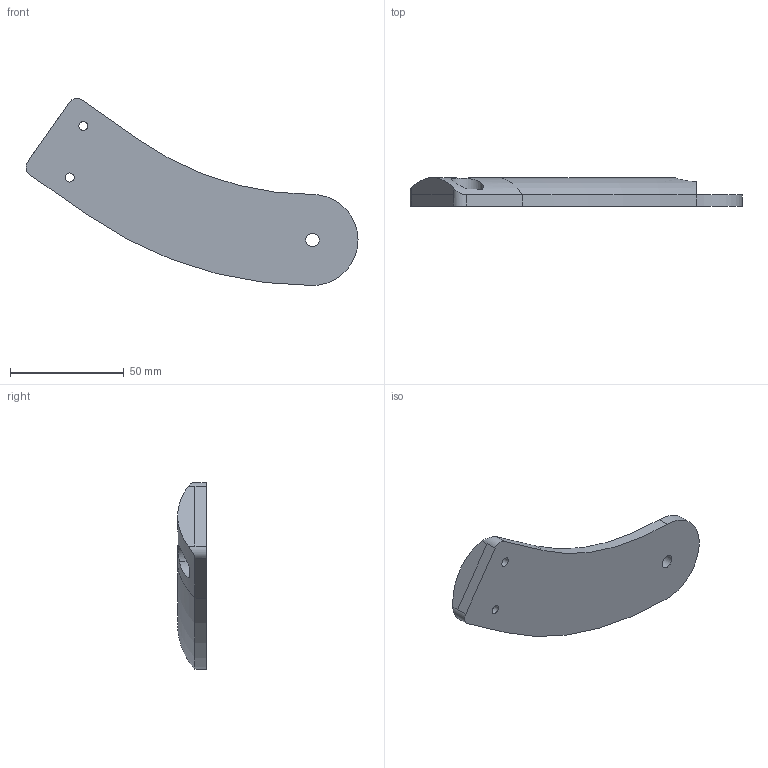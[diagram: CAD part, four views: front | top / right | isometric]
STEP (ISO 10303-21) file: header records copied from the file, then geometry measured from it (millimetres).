
FILE_DESCRIPTION(('FreeCAD Model'),'2;1');
FILE_NAME('FrontForkLeft.step','2020-11-18T09:07:42',('Author'),(''), 'Open CASCADE STEP processor 7.3','FreeCAD','Unknown');
FILE_SCHEMA(('AUTOMOTIVE_DESIGN { 1 0 10303 214 1 1 1 1 }'));
Length unit declared in the file: millimetre
Products named in the file (1): FrontForkLeftV4
Bounding box: 145.93 x 12.63 x 82.19 mm (x, y, z)
Volume: 53171.9 mm3; surface area: 14611.1 mm2
Topology: 1 solids, 1 shells, 26 faces, 61 edges, 38 vertices
Faces by surface type: cylinder 14, plane 11, torus 1
Full cylindrical faces by diameter (mm): 4 x2, 6 x1
Entity records: 2577 total; most frequent: CARTESIAN_POINT 1355, DIRECTION 221, ORIENTED_EDGE 122, PCURVE 122, DEFINITIONAL_REPRESENTATION 122, LINE 115, VECTOR 115, EDGE_CURVE 61
